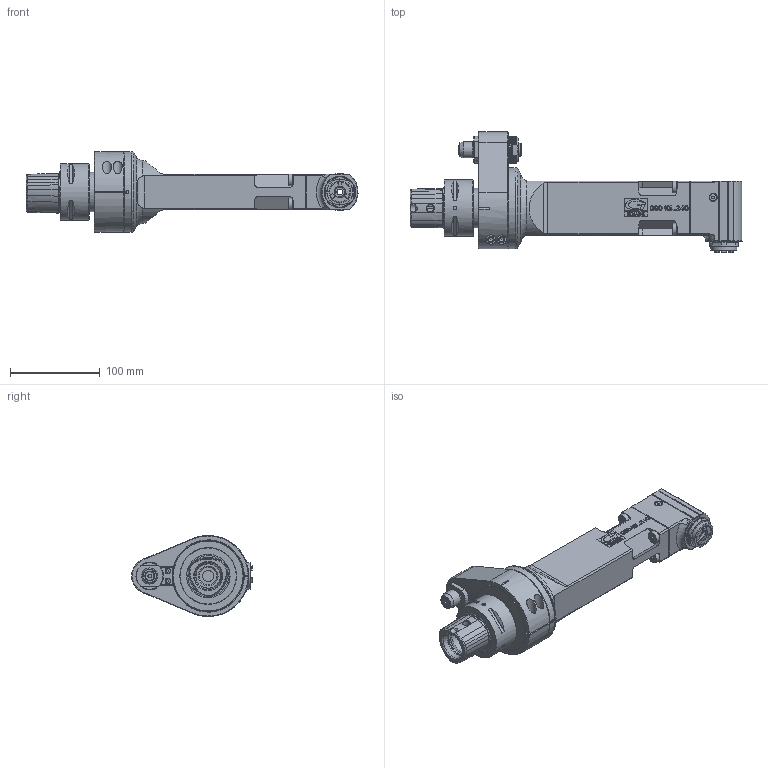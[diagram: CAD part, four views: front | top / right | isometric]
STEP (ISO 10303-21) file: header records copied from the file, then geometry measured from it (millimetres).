
FILE_DESCRIPTION(/* description */ (''),/* implementation_level */ '2;1');
FILE_NAME(/* name */ '9.G90.10L00-240-12C6.stp',/* time_stamp */ '2023-04-19T13:50:59-04:00',/* author */ ('jkrenzer'),/* organization */ (''),/* preprocessor_version */ 'ST-DEVELOPER v18.1',/* originating_system */ 'Autodesk Inventor 2022',/* authorisation */ '');
FILE_SCHEMA (('AUTOMOTIVE_DESIGN { 1 0 10303 214 3 1 1 }'));
Products named in the file (3): 9.G90.10L00-240-12C6; 9_GA1_666_1  (Type 1, Capto C6, 65mm); 9_G90_10L240
Assembly tree (2 placements, depth 2):
  9.G90.10L00-240-12C6
    9_GA1_666_1  (Type 1, Capto C6, 65mm)
    9_G90_10L240
Bounding box: 369.16 x 134 x 90 mm (x, y, z)
Volume: 754778.4 mm3; surface area: 199229.4 mm2
Topology: 5 solids, 7 shells, 1561 faces, 4127 edges, 2676 vertices
Faces by surface type: plane 958, cylinder 255, cone 235, bspline 91, torus 22
Full cylindrical faces by diameter (mm): 2.5 x4, 3 x4, 3.3 x1, 4 x6, 4.2 x11, 5 x4, 6 x3, 6.5 x1, 7 x2, 7.8 x2, 8 x1, 8.1 x2, 8.5 x5, 10 x3, 10.5 x3, 10.6 x1, 11 x1, 12.5 x1, 13 x5, 14 x4, 15.2 x1, 15.8 x1, 15.9 x1, 16 x1, 17 x2, 17.287 x1, 18 x3, 19 x1, 19.5 x1, 20 x2
Entity records: 59011 total; most frequent: CARTESIAN_POINT 20248, ORIENTED_EDGE 8218, DIRECTION 7812, EDGE_CURVE 4109, VERTEX_POINT 2676, LINE 2604, VECTOR 2604, AXIS2_PLACEMENT_3D 2604
